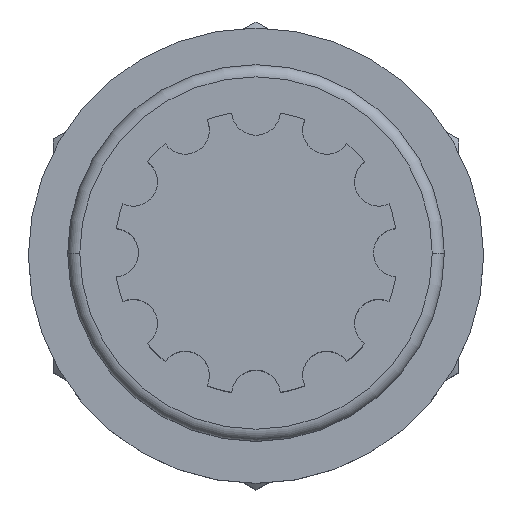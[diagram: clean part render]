
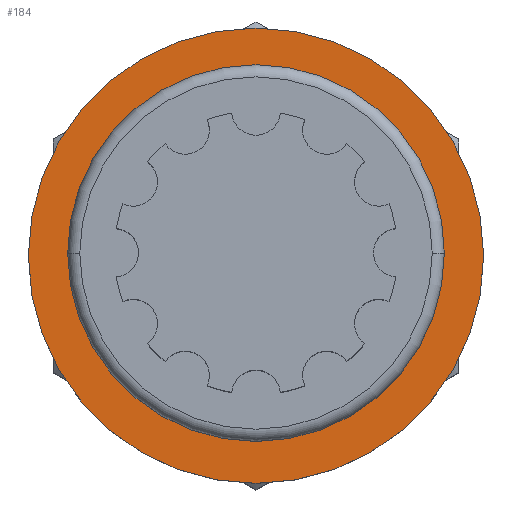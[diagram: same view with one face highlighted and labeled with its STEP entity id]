
A CAD part, top view. The second image highlights one B-rep face of the part: STEP entity #184.
In plain terms, the highlighted planar face has unit normal (0, 0, 1).
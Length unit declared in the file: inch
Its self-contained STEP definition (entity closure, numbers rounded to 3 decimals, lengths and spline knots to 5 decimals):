
#184 = ADVANCED_FACE ( 'NONE', ( #1983, #1905 ), #1219, .F. ) ;
#396 = DIRECTION ( 'NONE',  ( 0., 1., 0. ) ) ;
#397 = DIRECTION ( 'NONE',  ( 0., 0., -1. ) ) ;
#399 = CARTESIAN_POINT ( 'NONE',  ( 0., 0., 0.443 ) ) ;
#404 = CARTESIAN_POINT ( 'NONE',  ( 0., 0., 0.443 ) ) ;
#406 = DIRECTION ( 'NONE',  ( 0., 1., 0. ) ) ;
#407 = DIRECTION ( 'NONE',  ( 0., 0., -1. ) ) ;
#457 = DIRECTION ( 'NONE',  ( 0., 1., 0. ) ) ;
#472 = CARTESIAN_POINT ( 'NONE',  ( 0., 0., 0.443 ) ) ;
#479 = DIRECTION ( 'NONE',  ( 0., 0., -1. ) ) ;
#727 = AXIS2_PLACEMENT_3D ( 'NONE', #399, #397, #396 ) ;
#775 = AXIS2_PLACEMENT_3D ( 'NONE', #404, #407, #406 ) ;
#783 = AXIS2_PLACEMENT_3D ( 'NONE', #1129, #1128, #1130 ) ;
#799 = AXIS2_PLACEMENT_3D ( 'NONE', #472, #479, #457 ) ;
#828 = CIRCLE ( 'NONE', #799, 0.281 ) ;
#1086 = CARTESIAN_POINT ( 'NONE',  ( 0., -0.1715, 0.443 ) ) ;
#1121 = CARTESIAN_POINT ( 'NONE',  ( 0., 0.281, 0.443 ) ) ;
#1128 = DIRECTION ( 'NONE',  ( 0., 0., -1. ) ) ;
#1129 = CARTESIAN_POINT ( 'NONE',  ( 0., 0., 0.443 ) ) ;
#1130 = DIRECTION ( 'NONE',  ( 0., 1., 0. ) ) ;
#1133 = CARTESIAN_POINT ( 'NONE',  ( 0., -0.281, 0.443 ) ) ;
#1142 = CARTESIAN_POINT ( 'NONE',  ( 0., 0.1715, 0.443 ) ) ;
#1168 = DIRECTION ( 'NONE',  ( 0., 0., -1. ) ) ;
#1173 = DIRECTION ( 'NONE',  ( 0., 1., 0. ) ) ;
#1196 = CARTESIAN_POINT ( 'NONE',  ( 0., 0., 0.443 ) ) ;
#1219 = PLANE ( 'NONE',  #2078 ) ;
#1253 = VERTEX_POINT ( 'NONE', #1142 ) ;
#1256 = VERTEX_POINT ( 'NONE', #1133 ) ;
#1292 = VERTEX_POINT ( 'NONE', #1121 ) ;
#1300 = VERTEX_POINT ( 'NONE', #1086 ) ;
#1399 = ORIENTED_EDGE ( 'NONE', *, *, #2186, .F. ) ;
#1469 = ORIENTED_EDGE ( 'NONE', *, *, #2227, .F. ) ;
#1590 = CIRCLE ( 'NONE', #783, 0.1715 ) ;
#1824 = CIRCLE ( 'NONE', #727, 0.281 ) ;
#1829 = EDGE_LOOP ( 'NONE', ( #1469, #1399 ) ) ;
#1905 = FACE_BOUND ( 'NONE', #1942, .T. ) ;
#1942 = EDGE_LOOP ( 'NONE', ( #2013, #1943 ) ) ;
#1943 = ORIENTED_EDGE ( 'NONE', *, *, #2189, .T. ) ;
#1983 = FACE_OUTER_BOUND ( 'NONE', #1829, .T. ) ;
#2012 = CIRCLE ( 'NONE', #775, 0.1715 ) ;
#2013 = ORIENTED_EDGE ( 'NONE', *, *, #2086, .T. ) ;
#2078 = AXIS2_PLACEMENT_3D ( 'NONE', #1196, #1168, #1173 ) ;
#2086 = EDGE_CURVE ( 'NONE', #1300, #1253, #1590, .T. ) ;
#2186 = EDGE_CURVE ( 'NONE', #1292, #1256, #1824, .T. ) ;
#2189 = EDGE_CURVE ( 'NONE', #1253, #1300, #2012, .T. ) ;
#2227 = EDGE_CURVE ( 'NONE', #1256, #1292, #828, .T. ) ;
